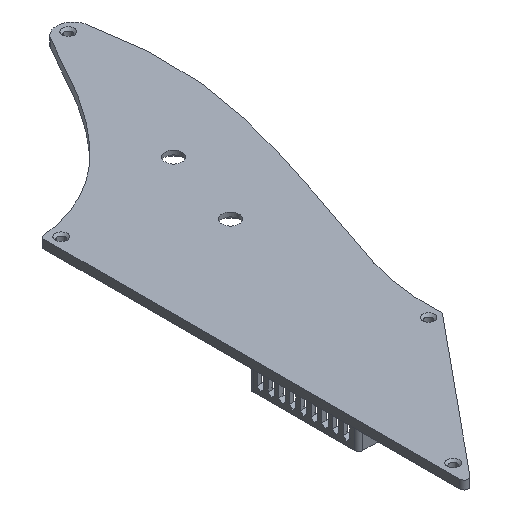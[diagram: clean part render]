
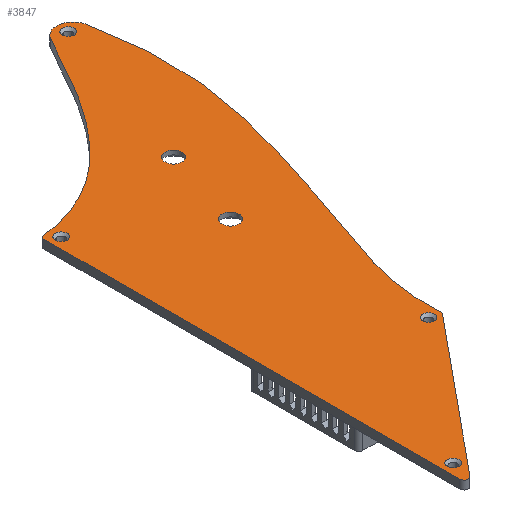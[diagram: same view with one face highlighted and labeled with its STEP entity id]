
A CAD part, isometric view. The second image highlights one B-rep face of the part: STEP entity #3847.
In plain terms, the highlighted planar face has unit normal (0, 0, 1).
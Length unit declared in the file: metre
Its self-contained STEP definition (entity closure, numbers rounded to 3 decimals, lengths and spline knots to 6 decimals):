
#65=B_SPLINE_CURVE_WITH_KNOTS('',3,(#6090,#6091,#6092,#6093,#6094,#6095,
#6096,#6097,#6098,#6099,#6100,#6101,#6102,#6103,#6104,#6105,#6106,#6107,
#6108,#6109),.UNSPECIFIED.,.F.,.F.,(4,1,1,1,1,1,1,1,1,1,1,1,1,1,1,1,1,4),
(0.24566,0.292723,0.339875,0.387026,
0.410602,0.434178,0.457754,0.48133,
0.504906,0.528482,0.575634,0.622785,
0.669937,0.717089,0.811393,0.905696,
0.952848,0.999273),.UNSPECIFIED.);
#67=B_SPLINE_CURVE_WITH_KNOTS('',3,(#6153,#6154,#6155,#6156,#6157,#6158,
#6159,#6160,#6161,#6162),.UNSPECIFIED.,.F.,.F.,(4,1,1,1,1,1,1,4),(0.064308,
0.155839,0.247371,0.338902,0.430433,
0.521965,0.613496,0.796559),.UNSPECIFIED.);
#96=CIRCLE('',#4069,0.007595);
#98=CIRCLE('',#4072,0.001);
#100=CIRCLE('',#4075,0.001);
#101=CIRCLE('',#4079,0.100077);
#103=CIRCLE('',#4082,0.00275);
#104=CIRCLE('',#4083,0.00275);
#105=CIRCLE('',#4084,0.00275);
#106=CIRCLE('',#4085,0.00275);
#107=CIRCLE('',#4086,0.004);
#108=CIRCLE('',#4087,0.004);
#109=CIRCLE('',#4088,0.002);
#110=CIRCLE('',#4089,0.002);
#859=ORIENTED_EDGE('',*,*,#1677,.T.);
#860=ORIENTED_EDGE('',*,*,#1678,.T.);
#861=ORIENTED_EDGE('',*,*,#1679,.T.);
#862=ORIENTED_EDGE('',*,*,#1680,.T.);
#863=ORIENTED_EDGE('',*,*,#1681,.T.);
#864=ORIENTED_EDGE('',*,*,#1682,.T.);
#865=ORIENTED_EDGE('',*,*,#1673,.F.);
#866=ORIENTED_EDGE('',*,*,#1683,.T.);
#867=ORIENTED_EDGE('',*,*,#1674,.F.);
#868=ORIENTED_EDGE('',*,*,#1654,.F.);
#869=ORIENTED_EDGE('',*,*,#1657,.T.);
#870=ORIENTED_EDGE('',*,*,#1660,.F.);
#871=ORIENTED_EDGE('',*,*,#1663,.F.);
#872=ORIENTED_EDGE('',*,*,#1666,.F.);
#873=ORIENTED_EDGE('',*,*,#1669,.F.);
#874=ORIENTED_EDGE('',*,*,#1684,.T.);
#1654=EDGE_CURVE('',#2092,#2089,#65,.T.);
#1657=EDGE_CURVE('',#2092,#2094,#96,.T.);
#1660=EDGE_CURVE('',#2096,#2094,#98,.T.);
#1663=EDGE_CURVE('',#2098,#2096,#67,.T.);
#1666=EDGE_CURVE('',#2100,#2098,#100,.T.);
#1669=EDGE_CURVE('',#2102,#2100,#2552,.T.);
#1673=EDGE_CURVE('',#2106,#2103,#2556,.T.);
#1674=EDGE_CURVE('',#2089,#2107,#101,.T.);
#1677=EDGE_CURVE('',#2109,#2109,#103,.F.);
#1678=EDGE_CURVE('',#2110,#2110,#104,.F.);
#1679=EDGE_CURVE('',#2111,#2111,#105,.F.);
#1680=EDGE_CURVE('',#2112,#2112,#106,.F.);
#1681=EDGE_CURVE('',#2113,#2113,#107,.F.);
#1682=EDGE_CURVE('',#2114,#2114,#108,.F.);
#1683=EDGE_CURVE('',#2106,#2107,#109,.T.);
#1684=EDGE_CURVE('',#2102,#2103,#110,.T.);
#2089=VERTEX_POINT('',#6065);
#2092=VERTEX_POINT('',#6089);
#2094=VERTEX_POINT('',#6114);
#2096=VERTEX_POINT('',#6120);
#2098=VERTEX_POINT('',#6152);
#2100=VERTEX_POINT('',#6167);
#2102=VERTEX_POINT('',#6173);
#2103=VERTEX_POINT('',#6177);
#2106=VERTEX_POINT('',#6182);
#2107=VERTEX_POINT('',#6186);
#2109=VERTEX_POINT('',#6192);
#2110=VERTEX_POINT('',#6194);
#2111=VERTEX_POINT('',#6196);
#2112=VERTEX_POINT('',#6198);
#2113=VERTEX_POINT('',#6200);
#2114=VERTEX_POINT('',#6202);
#2552=LINE('',#6174,#3022);
#2556=LINE('',#6183,#3026);
#3022=VECTOR('',#4851,1.);
#3026=VECTOR('',#4857,1.);
#3250=EDGE_LOOP('',(#859));
#3251=EDGE_LOOP('',(#860));
#3252=EDGE_LOOP('',(#861));
#3253=EDGE_LOOP('',(#862));
#3254=EDGE_LOOP('',(#863));
#3255=EDGE_LOOP('',(#864));
#3256=EDGE_LOOP('',(#865,#866,#867,#868,#869,#870,#871,#872,#873,#874));
#3488=FACE_BOUND('',#3250,.T.);
#3489=FACE_BOUND('',#3251,.T.);
#3490=FACE_BOUND('',#3252,.T.);
#3491=FACE_BOUND('',#3253,.T.);
#3492=FACE_BOUND('',#3254,.T.);
#3493=FACE_BOUND('',#3255,.T.);
#3494=FACE_BOUND('',#3256,.T.);
#3697=PLANE('',#4081);
#3847=ADVANCED_FACE('',(#3488,#3489,#3490,#3491,#3492,#3493,#3494),#3697,
 .T.);
#4069=AXIS2_PLACEMENT_3D('',#6115,#4830,#4831);
#4072=AXIS2_PLACEMENT_3D('',#6121,#4837,#4838);
#4075=AXIS2_PLACEMENT_3D('',#6168,#4845,#4846);
#4079=AXIS2_PLACEMENT_3D('',#6185,#4860,#4861);
#4081=AXIS2_PLACEMENT_3D('',#6190,#4865,#4866);
#4082=AXIS2_PLACEMENT_3D('',#6191,#4867,#4868);
#4083=AXIS2_PLACEMENT_3D('',#6193,#4869,#4870);
#4084=AXIS2_PLACEMENT_3D('',#6195,#4871,#4872);
#4085=AXIS2_PLACEMENT_3D('',#6197,#4873,#4874);
#4086=AXIS2_PLACEMENT_3D('',#6199,#4875,#4876);
#4087=AXIS2_PLACEMENT_3D('',#6201,#4877,#4878);
#4088=AXIS2_PLACEMENT_3D('',#6203,#4879,#4880);
#4089=AXIS2_PLACEMENT_3D('',#6204,#4881,#4882);
#4830=DIRECTION('',(0.,0.,1.));
#4831=DIRECTION('',(1.,0.,0.));
#4837=DIRECTION('',(0.,0.,-1.));
#4838=DIRECTION('',(1.,0.,0.));
#4845=DIRECTION('',(0.,0.,-1.));
#4846=DIRECTION('',(1.,0.,0.));
#4851=DIRECTION('',(0.,1.,0.));
#4857=DIRECTION('',(-0.635,-0.772,0.));
#4860=DIRECTION('',(0.,0.,1.));
#4861=DIRECTION('',(1.,0.,0.));
#4865=DIRECTION('',(0.,0.,1.));
#4866=DIRECTION('',(1.,0.,0.));
#4867=DIRECTION('',(0.,0.,1.));
#4868=DIRECTION('',(1.,0.,0.));
#4869=DIRECTION('',(0.,0.,1.));
#4870=DIRECTION('',(1.,0.,0.));
#4871=DIRECTION('',(0.,0.,1.));
#4872=DIRECTION('',(1.,0.,0.));
#4873=DIRECTION('',(0.,0.,1.));
#4874=DIRECTION('',(1.,0.,0.));
#4875=DIRECTION('',(0.,0.,1.));
#4876=DIRECTION('',(1.,0.,0.));
#4877=DIRECTION('',(0.,0.,1.));
#4878=DIRECTION('',(1.,0.,0.));
#4879=DIRECTION('',(0.,0.,1.));
#4880=DIRECTION('',(1.,0.,0.));
#4881=DIRECTION('',(0.,0.,1.));
#4882=DIRECTION('',(1.,0.,0.));
#6065=CARTESIAN_POINT('',(0.136958,-0.098889,0.051351));
#6089=CARTESIAN_POINT('',(0.165836,0.064515,0.051351));
#6090=CARTESIAN_POINT('',(0.165836,0.064515,0.051351));
#6091=CARTESIAN_POINT('',(0.166517,0.061574,0.051351));
#6092=CARTESIAN_POINT('',(0.167749,0.055456,0.051351));
#6093=CARTESIAN_POINT('',(0.169097,0.045707,0.051351));
#6094=CARTESIAN_POINT('',(0.169721,0.037207,0.051351));
#6095=CARTESIAN_POINT('',(0.169872,0.030248,0.051351));
#6096=CARTESIAN_POINT('',(0.1698,0.024963,0.051351));
#6097=CARTESIAN_POINT('',(0.169529,0.019634,0.051351));
#6098=CARTESIAN_POINT('',(0.169055,0.014223,0.051351));
#6099=CARTESIAN_POINT('',(0.168394,0.008745,0.051351));
#6100=CARTESIAN_POINT('',(0.167278,0.00137,0.051351));
#6101=CARTESIAN_POINT('',(0.165481,-0.007947,0.051351));
#6102=CARTESIAN_POINT('',(0.162796,-0.019178,0.051351));
#6103=CARTESIAN_POINT('',(0.159701,-0.030354,0.051351));
#6104=CARTESIAN_POINT('',(0.15519,-0.045049,0.051351));
#6105=CARTESIAN_POINT('',(0.149138,-0.062785,0.051351));
#6106=CARTESIAN_POINT('',(0.143354,-0.07906,0.051351));
#6107=CARTESIAN_POINT('',(0.139388,-0.090848,0.051351));
#6108=CARTESIAN_POINT('',(0.137703,-0.096295,0.051351));
#6109=CARTESIAN_POINT('',(0.136958,-0.098889,0.051351));
#6114=CARTESIAN_POINT('',(0.151834,0.066504,0.051351));
#6115=CARTESIAN_POINT('',(0.158445,0.062765,0.051351));
#6120=CARTESIAN_POINT('',(0.151816,0.06647,0.051351));
#6121=CARTESIAN_POINT('',(0.152704,0.066011,0.051351));
#6152=CARTESIAN_POINT('',(0.070403,-0.011228,0.051351));
#6153=CARTESIAN_POINT('',(0.070403,-0.011228,0.051351));
#6154=CARTESIAN_POINT('',(0.075267,-0.010756,0.051351));
#6155=CARTESIAN_POINT('',(0.084617,-0.008768,0.051351));
#6156=CARTESIAN_POINT('',(0.097317,-0.003006,0.051351));
#6157=CARTESIAN_POINT('',(0.108659,0.00504,0.051351));
#6158=CARTESIAN_POINT('',(0.118805,0.014909,0.051351));
#6159=CARTESIAN_POINT('',(0.127987,0.026252,0.051351));
#6160=CARTESIAN_POINT('',(0.139242,0.042959,0.051351));
#6161=CARTESIAN_POINT('',(0.146872,0.056892,0.051351));
#6162=CARTESIAN_POINT('',(0.151816,0.06647,0.051351));
#6167=CARTESIAN_POINT('',(0.0695,-0.012223,0.051351));
#6168=CARTESIAN_POINT('',(0.0705,-0.012223,0.051351));
#6173=CARTESIAN_POINT('',(0.0695,-0.206297,0.051351));
#6174=CARTESIAN_POINT('',(0.0695,-0.112051,0.051351));
#6177=CARTESIAN_POINT('',(0.073045,-0.207567,0.051351));
#6182=CARTESIAN_POINT('',(0.132,-0.13585,0.051351));
#6183=CARTESIAN_POINT('',(0.100999,-0.173562,0.051351));
#6185=CARTESIAN_POINT('',(0.232382,-0.12905,0.051351));
#6186=CARTESIAN_POINT('',(0.132452,-0.134471,0.051351));
#6190=CARTESIAN_POINT('',(0.122444,-0.07882,0.051351));
#6191=CARTESIAN_POINT('',(0.127419,-0.133942,0.051351));
#6192=CARTESIAN_POINT('',(0.130169,-0.133942,0.051351));
#6193=CARTESIAN_POINT('',(0.158857,0.065327,0.051351));
#6194=CARTESIAN_POINT('',(0.161607,0.065327,0.051351));
#6195=CARTESIAN_POINT('',(0.0745,-0.015761,0.051351));
#6196=CARTESIAN_POINT('',(0.07725,-0.015761,0.051351));
#6197=CARTESIAN_POINT('',(0.0745,-0.198317,0.051351));
#6198=CARTESIAN_POINT('',(0.07725,-0.198317,0.051351));
#6199=CARTESIAN_POINT('',(0.121022,-0.048025,0.051351));
#6200=CARTESIAN_POINT('',(0.125022,-0.048025,0.051351));
#6201=CARTESIAN_POINT('',(0.132813,-0.009803,0.051351));
#6202=CARTESIAN_POINT('',(0.136813,-0.009803,0.051351));
#6203=CARTESIAN_POINT('',(0.130455,-0.13458,0.051351));
#6204=CARTESIAN_POINT('',(0.0715,-0.206297,0.051351));
